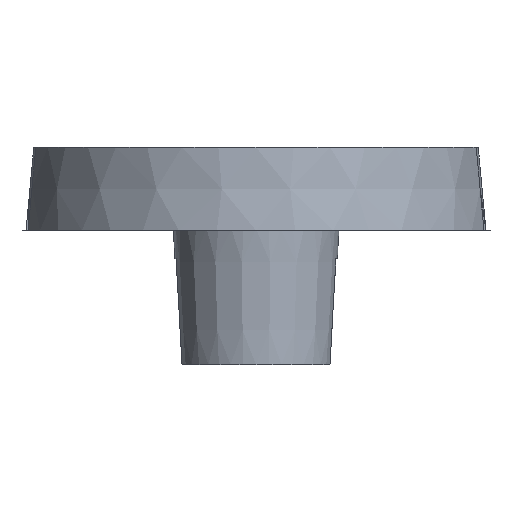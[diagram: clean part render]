
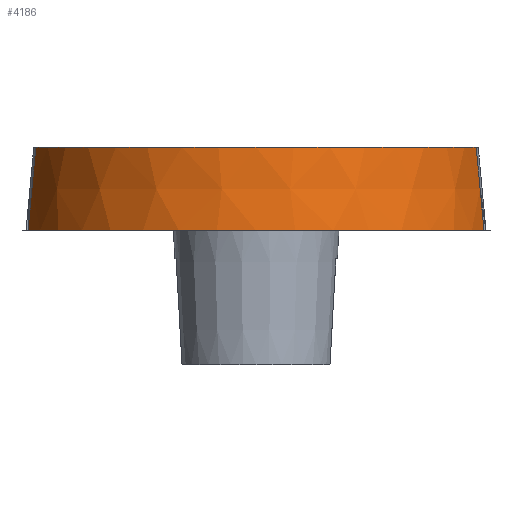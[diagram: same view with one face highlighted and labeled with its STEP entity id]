
A CAD part, front view. The second image highlights one B-rep face of the part: STEP entity #4186.
In plain terms, the highlighted conical face has half-angle 5.194 degrees and reference radius 30 mm.
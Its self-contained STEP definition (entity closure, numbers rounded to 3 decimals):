
#549 = CONICAL_SURFACE('',#550,33.421,0.091);
#550 = AXIS2_PLACEMENT_3D('',#551,#552,#553);
#551 = CARTESIAN_POINT('',(0.,0.,-37.628));
#552 = DIRECTION('',(-0.,0.,-1.));
#553 = DIRECTION('',(1.,0.,0.));
#977 = SURFACE_OF_REVOLUTION('',#978,#983);
#978 = PARABOLA('',#979,22.5);
#979 = AXIS2_PLACEMENT_3D('',#980,#981,#982);
#980 = CARTESIAN_POINT('',(0.,0.,-10.));
#981 = DIRECTION('',(0.,-1.,0.));
#982 = DIRECTION('',(0.,0.,1.));
#983 = AXIS1_PLACEMENT('',#984,#985);
#984 = CARTESIAN_POINT('',(0.,0.,0.));
#985 = DIRECTION('',(0.,0.,-1.));
#1270 = VERTEX_POINT('',#1271);
#1271 = CARTESIAN_POINT('',(30.199,-7.,-11.));
#1309 = PLANE('',#1310);
#1310 = AXIS2_PLACEMENT_3D('',#1311,#1312,#1313);
#1311 = CARTESIAN_POINT('',(0.,0.,-11.));
#1312 = DIRECTION('',(0.,0.,-1.));
#1313 = DIRECTION('',(1.,0.,0.));
#1991 = VERTEX_POINT('',#1992);
#1992 = CARTESIAN_POINT('',(29.172,-7.,0.));
#2067 = EDGE_CURVE('',#1991,#1270,#2068,.T.);
#2068 = SURFACE_CURVE('',#2069,(#2074,#2084),.PCURVE_S1.);
#2069 = HYPERBOLA('',#2070,77.,7.);
#2070 = AXIS2_PLACEMENT_3D('',#2071,#2072,#2073);
#2071 = CARTESIAN_POINT('',(0.,-7.,330.));
#2072 = DIRECTION('',(0.,-1.,0.));
#2073 = DIRECTION('',(0.,0.,-1.));
#2074 = PCURVE('',#549,#2075);
#2075 = DEFINITIONAL_REPRESENTATION('',(#2076),#2083);
#2076 = B_SPLINE_CURVE_WITH_KNOTS('',5,(#2077,#2078,#2079,#2080,#2081,
    #2082),.UNSPECIFIED.,.F.,.F.,(6,6),(2.135,2.168),
  .PIECEWISE_BEZIER_KNOTS.);
#2077 = CARTESIAN_POINT('',(0.236,-37.628));
#2078 = CARTESIAN_POINT('',(0.234,-35.466));
#2079 = CARTESIAN_POINT('',(0.232,-33.285));
#2080 = CARTESIAN_POINT('',(0.231,-31.086));
#2081 = CARTESIAN_POINT('',(0.229,-28.867));
#2082 = CARTESIAN_POINT('',(0.228,-26.628));
#2083 = ( GEOMETRIC_REPRESENTATION_CONTEXT(2) 
PARAMETRIC_REPRESENTATION_CONTEXT() REPRESENTATION_CONTEXT('2D SPACE',''
  ) );
#2084 = PCURVE('',#2085,#2090);
#2085 = CONICAL_SURFACE('',#2086,30.,0.091);
#2086 = AXIS2_PLACEMENT_3D('',#2087,#2088,#2089);
#2087 = CARTESIAN_POINT('',(0.,0.,0.));
#2088 = DIRECTION('',(0.,0.,-1.));
#2089 = DIRECTION('',(1.,0.,0.));
#2090 = DEFINITIONAL_REPRESENTATION('',(#2091),#2098);
#2091 = B_SPLINE_CURVE_WITH_KNOTS('',5,(#2092,#2093,#2094,#2095,#2096,
    #2097),.UNSPECIFIED.,.F.,.F.,(6,6),(2.135,2.168),
  .PIECEWISE_BEZIER_KNOTS.);
#2092 = CARTESIAN_POINT('',(0.236,0.));
#2093 = CARTESIAN_POINT('',(0.234,2.162));
#2094 = CARTESIAN_POINT('',(0.232,4.343));
#2095 = CARTESIAN_POINT('',(0.231,6.543));
#2096 = CARTESIAN_POINT('',(0.229,8.762));
#2097 = CARTESIAN_POINT('',(0.228,11.));
#2098 = ( GEOMETRIC_REPRESENTATION_CONTEXT(2) 
PARAMETRIC_REPRESENTATION_CONTEXT() REPRESENTATION_CONTEXT('2D SPACE',''
  ) );
#2112 = EDGE_CURVE('',#1991,#2113,#2115,.T.);
#2113 = VERTEX_POINT('',#2114);
#2114 = CARTESIAN_POINT('',(-29.172,-7.,0.));
#2115 = SURFACE_CURVE('',#2116,(#2121,#2128),.PCURVE_S1.);
#2116 = CIRCLE('',#2117,30.);
#2117 = AXIS2_PLACEMENT_3D('',#2118,#2119,#2120);
#2118 = CARTESIAN_POINT('',(0.,0.,0.));
#2119 = DIRECTION('',(0.,0.,-1.));
#2120 = DIRECTION('',(1.,0.,0.));
#2121 = PCURVE('',#977,#2122);
#2122 = DEFINITIONAL_REPRESENTATION('',(#2123),#2127);
#2123 = LINE('',#2124,#2125);
#2124 = CARTESIAN_POINT('',(0.,-30.));
#2125 = VECTOR('',#2126,1.);
#2126 = DIRECTION('',(1.,0.));
#2127 = ( GEOMETRIC_REPRESENTATION_CONTEXT(2) 
PARAMETRIC_REPRESENTATION_CONTEXT() REPRESENTATION_CONTEXT('2D SPACE',''
  ) );
#2128 = PCURVE('',#2085,#2129);
#2129 = DEFINITIONAL_REPRESENTATION('',(#2130),#2134);
#2130 = LINE('',#2131,#2132);
#2131 = CARTESIAN_POINT('',(0.,0.));
#2132 = VECTOR('',#2133,1.);
#2133 = DIRECTION('',(1.,0.));
#2134 = ( GEOMETRIC_REPRESENTATION_CONTEXT(2) 
PARAMETRIC_REPRESENTATION_CONTEXT() REPRESENTATION_CONTEXT('2D SPACE',''
  ) );
#3212 = CONICAL_SURFACE('',#3213,33.421,0.091);
#3213 = AXIS2_PLACEMENT_3D('',#3214,#3215,#3216);
#3214 = CARTESIAN_POINT('',(0.,0.,-37.628));
#3215 = DIRECTION('',(-0.,0.,-1.));
#3216 = DIRECTION('',(1.,0.,0.));
#4080 = EDGE_CURVE('',#1270,#4081,#4083,.T.);
#4081 = VERTEX_POINT('',#4082);
#4082 = CARTESIAN_POINT('',(-30.199,-7.,-11.));
#4083 = SURFACE_CURVE('',#4084,(#4089,#4096),.PCURVE_S1.);
#4084 = CIRCLE('',#4085,31.);
#4085 = AXIS2_PLACEMENT_3D('',#4086,#4087,#4088);
#4086 = CARTESIAN_POINT('',(0.,0.,-11.));
#4087 = DIRECTION('',(0.,0.,-1.));
#4088 = DIRECTION('',(1.,0.,0.));
#4089 = PCURVE('',#1309,#4090);
#4090 = DEFINITIONAL_REPRESENTATION('',(#4091),#4095);
#4091 = CIRCLE('',#4092,31.);
#4092 = AXIS2_PLACEMENT_2D('',#4093,#4094);
#4093 = CARTESIAN_POINT('',(0.,0.));
#4094 = DIRECTION('',(1.,0.));
#4095 = ( GEOMETRIC_REPRESENTATION_CONTEXT(2) 
PARAMETRIC_REPRESENTATION_CONTEXT() REPRESENTATION_CONTEXT('2D SPACE',''
  ) );
#4096 = PCURVE('',#2085,#4097);
#4097 = DEFINITIONAL_REPRESENTATION('',(#4098),#4102);
#4098 = LINE('',#4099,#4100);
#4099 = CARTESIAN_POINT('',(0.,11.));
#4100 = VECTOR('',#4101,1.);
#4101 = DIRECTION('',(1.,0.));
#4102 = ( GEOMETRIC_REPRESENTATION_CONTEXT(2) 
PARAMETRIC_REPRESENTATION_CONTEXT() REPRESENTATION_CONTEXT('2D SPACE',''
  ) );
#4186 = ADVANCED_FACE('',(#4187),#2085,.T.);
#4187 = FACE_BOUND('',#4188,.T.);
#4188 = EDGE_LOOP('',(#4189,#4190,#4191,#4219));
#4189 = ORIENTED_EDGE('',*,*,#2067,.F.);
#4190 = ORIENTED_EDGE('',*,*,#2112,.T.);
#4191 = ORIENTED_EDGE('',*,*,#4192,.T.);
#4192 = EDGE_CURVE('',#2113,#4081,#4193,.T.);
#4193 = SURFACE_CURVE('',#4194,(#4199,#4209),.PCURVE_S1.);
#4194 = HYPERBOLA('',#4195,77.,7.);
#4195 = AXIS2_PLACEMENT_3D('',#4196,#4197,#4198);
#4196 = CARTESIAN_POINT('',(0.,-7.,330.));
#4197 = DIRECTION('',(-0.,1.,0.));
#4198 = DIRECTION('',(0.,0.,-1.));
#4199 = PCURVE('',#2085,#4200);
#4200 = DEFINITIONAL_REPRESENTATION('',(#4201),#4208);
#4201 = B_SPLINE_CURVE_WITH_KNOTS('',5,(#4202,#4203,#4204,#4205,#4206,
    #4207),.UNSPECIFIED.,.F.,.F.,(6,6),(2.135,2.168),
  .PIECEWISE_BEZIER_KNOTS.);
#4202 = CARTESIAN_POINT('',(2.906,0.));
#4203 = CARTESIAN_POINT('',(2.908,2.162));
#4204 = CARTESIAN_POINT('',(2.909,4.343));
#4205 = CARTESIAN_POINT('',(2.911,6.543));
#4206 = CARTESIAN_POINT('',(2.912,8.762));
#4207 = CARTESIAN_POINT('',(2.914,11.));
#4208 = ( GEOMETRIC_REPRESENTATION_CONTEXT(2) 
PARAMETRIC_REPRESENTATION_CONTEXT() REPRESENTATION_CONTEXT('2D SPACE',''
  ) );
#4209 = PCURVE('',#3212,#4210);
#4210 = DEFINITIONAL_REPRESENTATION('',(#4211),#4218);
#4211 = B_SPLINE_CURVE_WITH_KNOTS('',5,(#4212,#4213,#4214,#4215,#4216,
    #4217),.UNSPECIFIED.,.F.,.F.,(6,6),(2.135,2.168),
  .PIECEWISE_BEZIER_KNOTS.);
#4212 = CARTESIAN_POINT('',(2.906,-37.628));
#4213 = CARTESIAN_POINT('',(2.908,-35.466));
#4214 = CARTESIAN_POINT('',(2.909,-33.285));
#4215 = CARTESIAN_POINT('',(2.911,-31.086));
#4216 = CARTESIAN_POINT('',(2.912,-28.867));
#4217 = CARTESIAN_POINT('',(2.914,-26.628));
#4218 = ( GEOMETRIC_REPRESENTATION_CONTEXT(2) 
PARAMETRIC_REPRESENTATION_CONTEXT() REPRESENTATION_CONTEXT('2D SPACE',''
  ) );
#4219 = ORIENTED_EDGE('',*,*,#4080,.F.);
